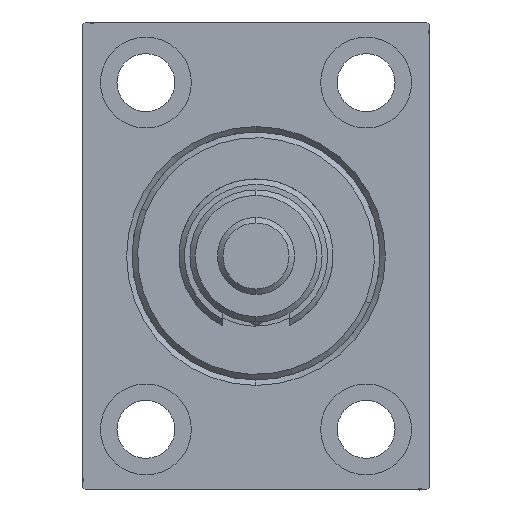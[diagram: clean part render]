
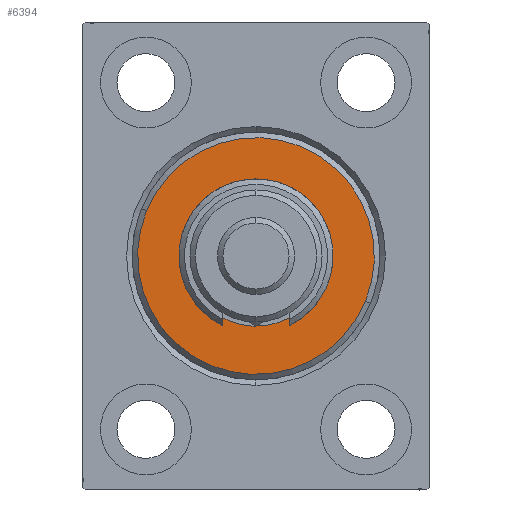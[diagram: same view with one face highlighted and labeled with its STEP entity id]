
A CAD part, left-side view. The second image highlights one B-rep face of the part: STEP entity #6394.
In plain terms, the highlighted face is planar.
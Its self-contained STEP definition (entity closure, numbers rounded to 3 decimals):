
#523 = EDGE_CURVE ( 'NONE', #1618, #25517, #16878, .T. ) ;
#1618 = VERTEX_POINT ( 'NONE', #20392 ) ;
#1955 = DIRECTION ( 'NONE',  ( 0., 0., -1. ) ) ;
#2415 = AXIS2_PLACEMENT_3D ( 'NONE', #39037, #34985, #17079 ) ;
#3248 = CARTESIAN_POINT ( 'NONE',  ( 3., 0., -21.5 ) ) ;
#5039 = DIRECTION ( 'NONE',  ( 0., 0., -1. ) ) ;
#6394 = ADVANCED_FACE ( 'NONE', ( #38927, #9127 ), #30839, .T. ) ;
#7969 = AXIS2_PLACEMENT_3D ( 'NONE', #46947, #25228, #36435 ) ;
#8201 = EDGE_CURVE ( 'NONE', #25517, #1618, #30364, .T. ) ;
#9127 = FACE_BOUND ( 'NONE', #46935, .T. ) ;
#9664 = EDGE_LOOP ( 'NONE', ( #41086, #29691 ) ) ;
#10576 = CARTESIAN_POINT ( 'NONE',  ( 3., 0., -12.75 ) ) ;
#11040 = EDGE_CURVE ( 'NONE', #19187, #39592, #37945, .T. ) ;
#11220 = AXIS2_PLACEMENT_3D ( 'NONE', #46617, #17035, #45922 ) ;
#14809 = CIRCLE ( 'NONE', #7969, 21.5 ) ;
#16878 = CIRCLE ( 'NONE', #2415, 12.75 ) ;
#17035 = DIRECTION ( 'NONE',  ( -1., 0., 0. ) ) ;
#17079 = DIRECTION ( 'NONE',  ( 0., 0., -1. ) ) ;
#19187 = VERTEX_POINT ( 'NONE', #3248 ) ;
#20392 = CARTESIAN_POINT ( 'NONE',  ( 3., 0., 12.75 ) ) ;
#20868 = CARTESIAN_POINT ( 'NONE',  ( 3., 0., 21.5 ) ) ;
#23193 = CARTESIAN_POINT ( 'NONE',  ( 3., 0., 0. ) ) ;
#25228 = DIRECTION ( 'NONE',  ( 1., 0., 0. ) ) ;
#25517 = VERTEX_POINT ( 'NONE', #10576 ) ;
#29691 = ORIENTED_EDGE ( 'NONE', *, *, #11040, .T. ) ;
#30364 = CIRCLE ( 'NONE', #11220, 12.75 ) ;
#30839 = PLANE ( 'NONE',  #38665 ) ;
#31918 = ORIENTED_EDGE ( 'NONE', *, *, #8201, .T. ) ;
#34885 = AXIS2_PLACEMENT_3D ( 'NONE', #23193, #37738, #5039 ) ;
#34985 = DIRECTION ( 'NONE',  ( -1., 0., 0. ) ) ;
#36435 = DIRECTION ( 'NONE',  ( 0., 0., -1. ) ) ;
#37738 = DIRECTION ( 'NONE',  ( 1., 0., 0. ) ) ;
#37945 = CIRCLE ( 'NONE', #34885, 21.5 ) ;
#38665 = AXIS2_PLACEMENT_3D ( 'NONE', #45630, #45395, #1955 ) ;
#38927 = FACE_OUTER_BOUND ( 'NONE', #9664, .T. ) ;
#39037 = CARTESIAN_POINT ( 'NONE',  ( 3., 0., 0. ) ) ;
#39592 = VERTEX_POINT ( 'NONE', #20868 ) ;
#41086 = ORIENTED_EDGE ( 'NONE', *, *, #43950, .T. ) ;
#43950 = EDGE_CURVE ( 'NONE', #39592, #19187, #14809, .T. ) ;
#44845 = ORIENTED_EDGE ( 'NONE', *, *, #523, .T. ) ;
#45395 = DIRECTION ( 'NONE',  ( 1., 0., 0. ) ) ;
#45630 = CARTESIAN_POINT ( 'NONE',  ( 3., 0., 0. ) ) ;
#45922 = DIRECTION ( 'NONE',  ( 0., 0., -1. ) ) ;
#46617 = CARTESIAN_POINT ( 'NONE',  ( 3., 0., 0. ) ) ;
#46935 = EDGE_LOOP ( 'NONE', ( #44845, #31918 ) ) ;
#46947 = CARTESIAN_POINT ( 'NONE',  ( 3., 0., 0. ) ) ;
